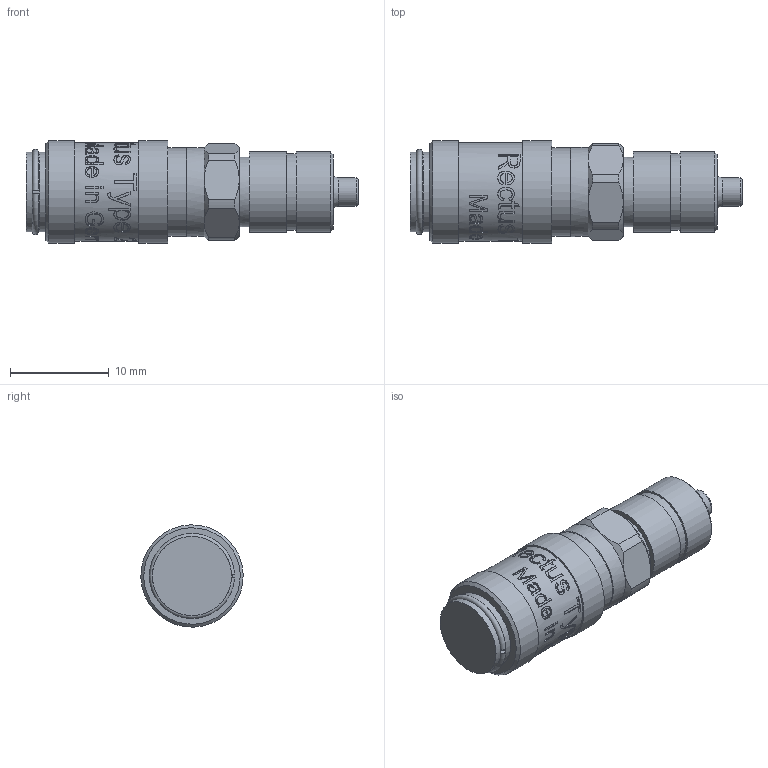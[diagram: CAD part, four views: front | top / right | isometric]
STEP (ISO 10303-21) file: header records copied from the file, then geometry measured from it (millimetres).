
FILE_DESCRIPTION(/* description */ (''),/* implementation_level */ '2;1');
FILE_NAME(/* name */ '20kako04mpn.stp',/* time_stamp */ '2017-06-22T12:39:51+02:00',/* author */ ('IA176480'),/* organization */ (''),/* preprocessor_version */ 'ST-DEVELOPER v16.1',/* originating_system */ 'Autodesk Inventor 2016',/* authorisation */ '');
FILE_SCHEMA (('AUTOMOTIVE_DESIGN { 1 0 10303 214 3 1 1 }'));
Products named in the file (1): 20KAKO04MPN
Bounding box: 33.55 x 10.34 x 10.34 mm (x, y, z)
Volume: 1852.2 mm3; surface area: 2216.1 mm2
Topology: 3 solids, 5 shells, 474 faces, 1213 edges, 798 vertices
Faces by surface type: bspline 200, plane 163, cylinder 73, cone 30, torus 8
Full cylindrical faces by diameter (mm): 2.85 x1, 3.5 x1, 4.25 x1, 6.2 x1, 6.5 x1, 6.8 x1, 7 x1, 7.3 x1, 7.4 x1, 7.46 x1, 7.7 x1, 7.8 x2, 8 x3, 8.1 x3, 8.15 x2, 8.9 x1, 9 x1, 9.15 x1, 9.2 x1, 10 x1, 10.35 x2
Entity records: 63867 total; most frequent: CARTESIAN_POINT 53684, ORIENTED_EDGE 2298, DIRECTION 1307, EDGE_CURVE 1147, VERTEX_POINT 785, EDGE_LOOP 584, B_SPLINE_CURVE_WITH_KNOTS 539, FACE_OUTER_BOUND 474
